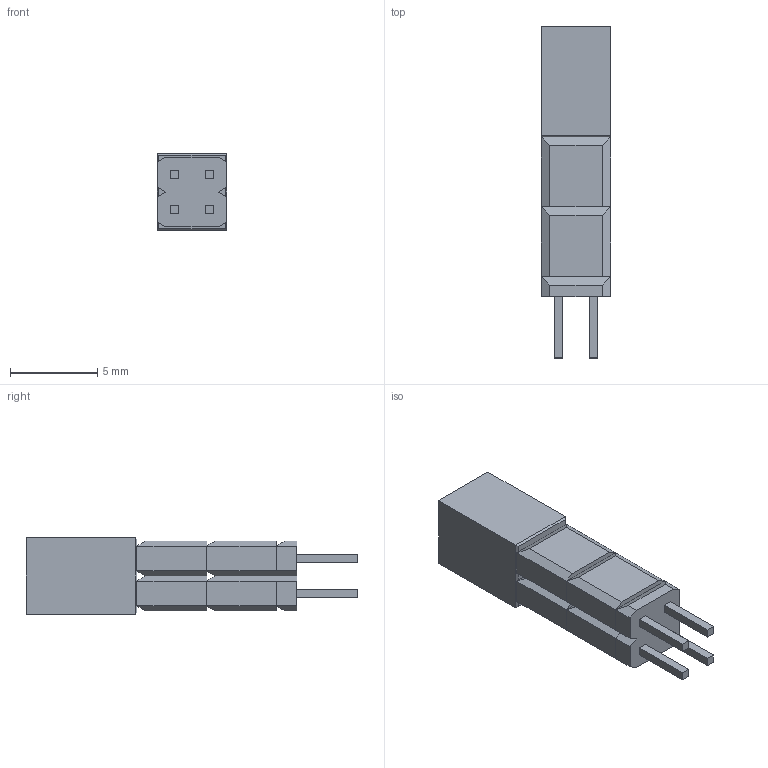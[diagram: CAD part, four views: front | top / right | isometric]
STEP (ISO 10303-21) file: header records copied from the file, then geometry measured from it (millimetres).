
FILE_DESCRIPTION((''),'2;1');
FILE_NAME('FFH20037-D04S1004K6K_ASM','2023-05-12T11:12:25',('Administrator'),(''),'CREO PARAMETRIC BY PTC INC, 2021023','CREO PARAMETRIC BY PTC INC, 2021023','');
FILE_SCHEMA(('AUTOMOTIVE_DESIGN { 1 0 10303 214 1 1 1 1 }'));
Length unit declared in the file: millimetre
Products named in the file (5): 100; 200; 300; 40; FFH20037-D04S1004K6K_ASM
Assembly tree (8 placements, depth 2):
  FFH20037-D04S1004K6K_ASM
    100
    200  x2
    300
    40  x4
Bounding box: 4 x 19.02 x 4.4 mm (x, y, z)
Volume: 253.7 mm3; surface area: 685.4 mm2
Topology: 8 solids, 8 shells, 286 faces, 766 edges, 496 vertices
Faces by surface type: plane 282, cylinder 4
Entity records: 5928 total; most frequent: CARTESIAN_POINT 804, ORIENTED_EDGE 766, DIRECTION 705, PRESENTATION_STYLE_ASSIGNMENT 387, STYLED_ITEM 387, CURVE_STYLE 383, EDGE_CURVE 383, VECTOR 381
